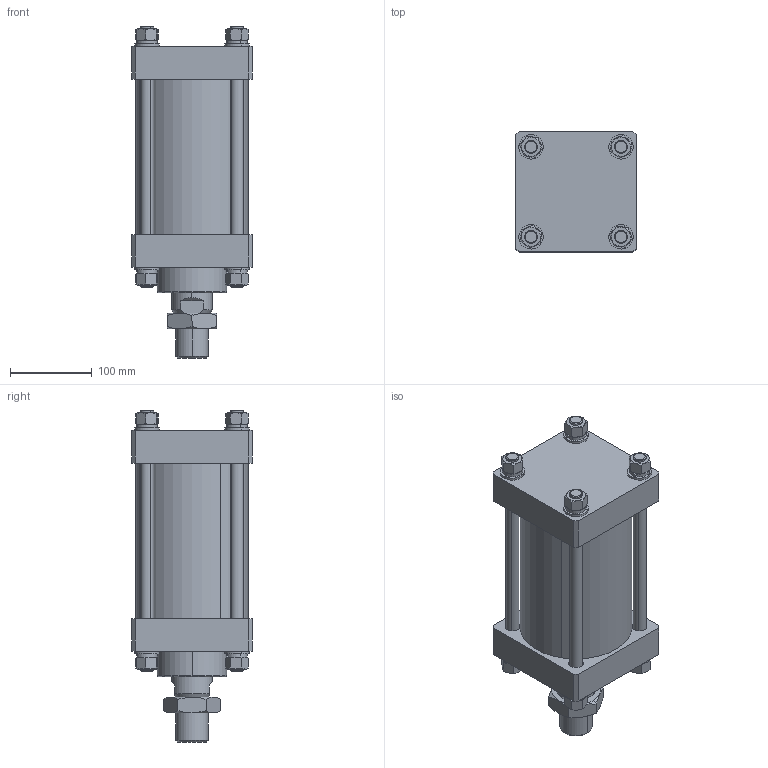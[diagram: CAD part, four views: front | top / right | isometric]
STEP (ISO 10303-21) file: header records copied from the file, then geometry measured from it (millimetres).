
FILE_DESCRIPTION (( 'STEP AP203' ), '1' );
FILE_NAME ('MOB-125-50-100.STEP', '2021-04-28T06:55:35', ( '微软用户' ), ( '微软中国' ), 'SwSTEP 2.0', 'SolidWorks 2012', '' );
FILE_SCHEMA (( 'CONFIG_CONTROL_DESIGN' ));
Length unit declared in the file: millimetre
Products named in the file (10): MOB-125-50-100活塞杆; MOB-125-50-100前盖; MOB-125-50-100綴裔; MOB-125-50-100掛极; hex nuts 1-fine pitch-grades ab gb_GB_FASTENER_NUT_SNAB1XY M16X1.5-N; spring lock washers--normal type gb_GB_FASTENER_WASHER_SW 16; plain washers--product grade c gb_GB_FASTENER_WASHER_SMWC 16; MOB-125-50-100; hex thin nuts grades ab gb_GB_FASTENER_NUT_STNABTT  B M39X3.0-N; MOB-125-50-100嶺裝
Assembly tree (33 placements, depth 2):
  MOB-125-50-100
    MOB-125-50-100掛极
    MOB-125-50-100綴裔
    MOB-125-50-100前盖
    MOB-125-50-100活塞杆
    MOB-125-50-100嶺裝  x4
    hex thin nuts grades ab gb_GB_FASTENER_NUT_STNABTT  B M39X3.0-N
    plain washers--product grade c gb_GB_FASTENER_WASHER_SMWC 16  x8
    spring lock washers--normal type gb_GB_FASTENER_WASHER_SW 16  x8
    hex nuts 1-fine pitch-grades ab gb_GB_FASTENER_NUT_SNAB1XY M16X1.5-N  x8
Bounding box: 147 x 147 x 406 mm (x, y, z)
Volume: 3811549.2 mm3; surface area: 551089.6 mm2
Topology: 33 solids, 33 shells, 447 faces, 993 edges, 620 vertices
Faces by surface type: plane 166, cylinder 154, cone 113, torus 14
Entity records: 7487 total; most frequent: CARTESIAN_POINT 1393, DIRECTION 1019, ORIENTED_EDGE 838, AXIS2_PLACEMENT_3D 420, EDGE_CURVE 419, VERTEX_POINT 260, EDGE_LOOP 223, CIRCLE 199
